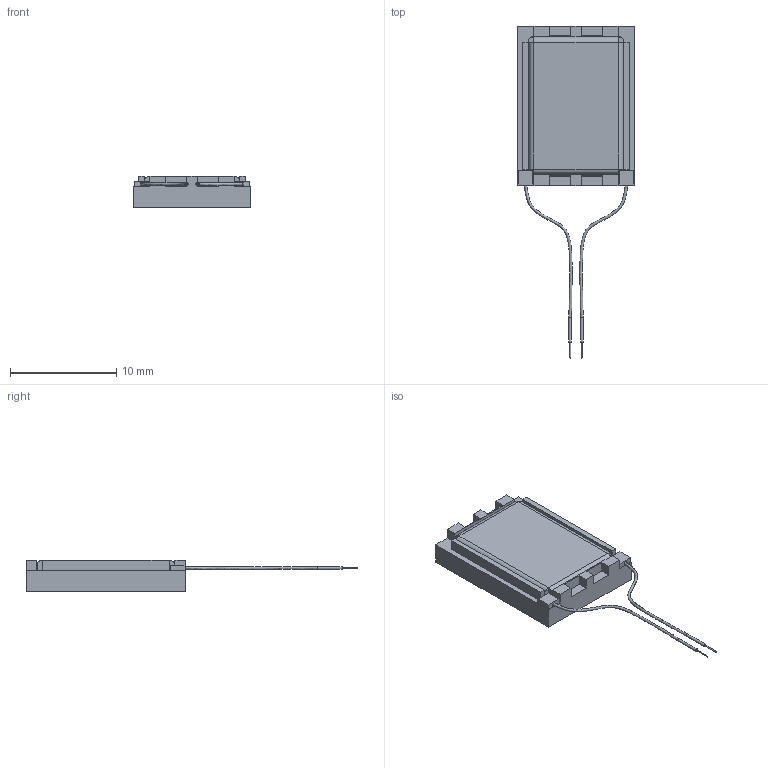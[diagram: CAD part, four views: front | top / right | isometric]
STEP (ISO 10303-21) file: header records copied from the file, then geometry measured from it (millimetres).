
FILE_DESCRIPTION(/* description */ ('Alibre Inc.'),/* implementation_level */ '2;1');
FILE_NAME(/* name */ 'export0',/* time_stamp */ '2018-05-14T19:49:12-05:00',/* author */ (''),/* organization */ (''),/* preprocessor_version */ 'ST-DEVELOPER v17',/* originating_system */ 'Alibre',/* authorisation */ '');
FILE_SCHEMA (('AUTOMOTIVE_DESIGN'));
Length unit declared in the file: centimetre
Bounding box: 11 x 31.21 x 3 mm (x, y, z)
Volume: 407.7 mm3; surface area: 746.3 mm2
Topology: 2 solids, 2 shells, 98 faces, 258 edges, 168 vertices
Faces by surface type: plane 80, cylinder 14, extrusion 2, bspline 2
Full cylindrical faces by diameter (mm): 0.099 x2
Entity records: 3042 total; most frequent: CARTESIAN_POINT 721, ORIENTED_EDGE 504, DIRECTION 383, EDGE_CURVE 252, VECTOR 210, LINE 208, VERTEX_POINT 166, AXIS2_PLACEMENT_3D 125
